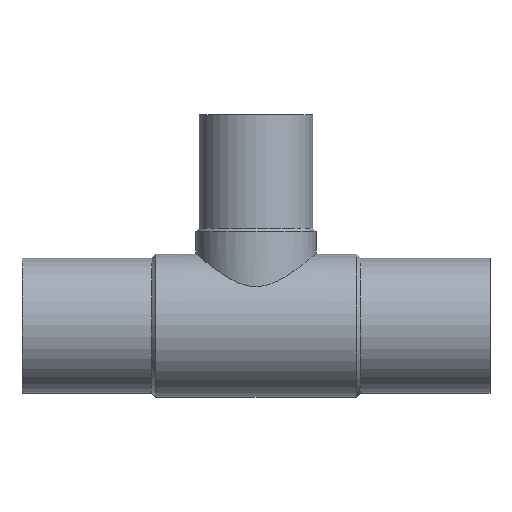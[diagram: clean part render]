
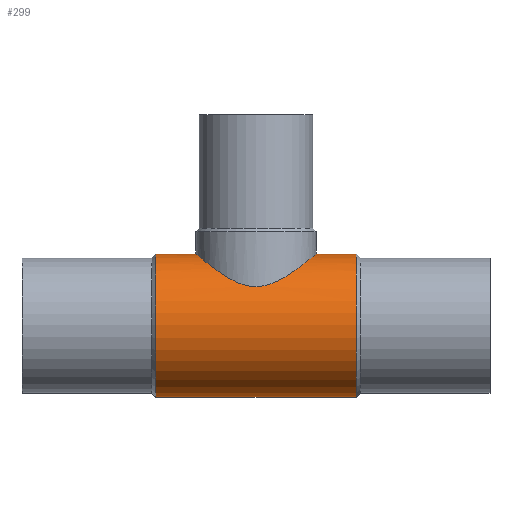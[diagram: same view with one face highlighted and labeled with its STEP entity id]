
A CAD part, top view. The second image highlights one B-rep face of the part: STEP entity #299.
In plain terms, the highlighted cylindrical face has radius 39.75 mm (diameter 79.5 mm), a partial arc.
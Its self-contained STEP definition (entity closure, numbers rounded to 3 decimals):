
#149 = VERTEX_POINT( '', #380 );
#167 = VERTEX_POINT( '', #400 );
#173 = VERTEX_POINT( '', #406 );
#197 = EDGE_CURVE( '', #167, #337, #434, .T. );
#203 = EDGE_CURVE( '', #149, #173, #440, .T. );
#245 = EDGE_CURVE( '', #173, #257, #490, .T. );
#247 = EDGE_CURVE( '', #257, #311, #492, .T. );
#257 = VERTEX_POINT( '', #503 );
#259 = EDGE_CURVE( '', #337, #149, #505, .T. );
#299 = ADVANCED_FACE( '', ( #551 ), #552, .T. );
#311 = VERTEX_POINT( '', #564 );
#321 = EDGE_CURVE( '', #167, #311, #574, .T. );
#337 = VERTEX_POINT( '', #590 );
#380 = CARTESIAN_POINT( '', ( -74.25, 39.75, 0. ) );
#400 = CARTESIAN_POINT( '', ( -185.75, -39.75, 0. ) );
#406 = CARTESIAN_POINT( '', ( -96.6, 39.75, 0. ) );
#434 = LINE( '', #759, #760 );
#440 = LINE( '', #768, #769 );
#490 = B_SPLINE_CURVE_WITH_KNOTS( '', 3, ( #920, #921, #922, #923, #924, #925, #926, #927, #928, #929, #930, #931, #932, #933, #934, #935, #936, #937, #938, #939, #940, #941, #942, #943, #944, #945, #946, #947, #948, #949, #950, #951, #952, #953, #954, #955, #956, #957, #958, #959, #960, #961, #962, #963, #964, #965, #966, #967, #968, #969, #970, #971, #972, #973, #974, #975, #976, #977, #978, #979, #980, #981 ), .UNSPECIFIED., .F., .F., ( 4, 2, 2, 2, 2, 2, 2, 2, 2, 2, 2, 2, 2, 2, 2, 2, 2, 2, 2, 2, 2, 2, 2, 2, 2, 2, 2, 2, 2, 2, 4 ), ( 54.649, 57.989, 61.33, 64.67, 68.011, 71.351, 74.692, 78.032, 81.373, 84.863, 88.354, 91.844, 95.335, 102.316, 105.807, 109.297, 112.788, 116.278, 123.26, 126.75, 130.241, 133.731, 137.222, 140.563, 143.903, 147.244, 150.584, 153.924, 157.265, 160.605, 163.946 ), .UNSPECIFIED. );
#492 = LINE( '', #984, #985 );
#503 = CARTESIAN_POINT( '', ( -163.4, 39.75, 0. ) );
#505 = CIRCLE( '', #1003, 39.75 );
#551 = FACE_OUTER_BOUND( '', #1092, .T. );
#552 = CYLINDRICAL_SURFACE( '', #1093, 39.75 );
#564 = CARTESIAN_POINT( '', ( -185.75, 39.75, 0. ) );
#574 = CIRCLE( '', #1125, 39.75 );
#590 = CARTESIAN_POINT( '', ( -74.25, -39.75, 0. ) );
#759 = CARTESIAN_POINT( '', ( -130., -39.75, 0. ) );
#760 = VECTOR( '', #1246, 1. );
#768 = CARTESIAN_POINT( '', ( -130., 39.75, 0. ) );
#769 = VECTOR( '', #1250, 1. );
#920 = CARTESIAN_POINT( '', ( -96.6, 39.75, 0. ) );
#921 = CARTESIAN_POINT( '', ( -96.6, 39.75, 1.113 ) );
#922 = CARTESIAN_POINT( '', ( -96.656, 39.703, 2.237 ) );
#923 = CARTESIAN_POINT( '', ( -96.883, 39.513, 4.48 ) );
#924 = CARTESIAN_POINT( '', ( -97.053, 39.37, 5.601 ) );
#925 = CARTESIAN_POINT( '', ( -97.508, 38.99, 7.817 ) );
#926 = CARTESIAN_POINT( '', ( -97.792, 38.754, 8.913 ) );
#927 = CARTESIAN_POINT( '', ( -98.465, 38.196, 11.062 ) );
#928 = CARTESIAN_POINT( '', ( -98.855, 37.874, 12.115 ) );
#929 = CARTESIAN_POINT( '', ( -99.73, 37.158, 14.161 ) );
#930 = CARTESIAN_POINT( '', ( -100.216, 36.763, 15.154 ) );
#931 = CARTESIAN_POINT( '', ( -101.27, 35.914, 17.07 ) );
#932 = CARTESIAN_POINT( '', ( -101.839, 35.46, 17.991 ) );
#933 = CARTESIAN_POINT( '', ( -103.044, 34.511, 19.751 ) );
#934 = CARTESIAN_POINT( '', ( -103.68, 34.016, 20.589 ) );
#935 = CARTESIAN_POINT( '', ( -105., 33.005, 22.173 ) );
#936 = CARTESIAN_POINT( '', ( -105.685, 32.489, 22.919 ) );
#937 = CARTESIAN_POINT( '', ( -107.112, 31.434, 24.347 ) );
#938 = CARTESIAN_POINT( '', ( -107.884, 30.875, 25.051 ) );
#939 = CARTESIAN_POINT( '', ( -109.506, 29.735, 26.394 ) );
#940 = CARTESIAN_POINT( '', ( -110.355, 29.154, 27.033 ) );
#941 = CARTESIAN_POINT( '', ( -112.122, 27.994, 28.232 ) );
#942 = CARTESIAN_POINT( '', ( -113.039, 27.415, 28.793 ) );
#943 = CARTESIAN_POINT( '', ( -114.932, 26.286, 29.828 ) );
#944 = CARTESIAN_POINT( '', ( -115.909, 25.736, 30.302 ) );
#945 = CARTESIAN_POINT( '', ( -118.915, 24.175, 31.582 ) );
#946 = CARTESIAN_POINT( '', ( -121.022, 23.254, 32.248 ) );
#947 = CARTESIAN_POINT( '', ( -124.306, 22.267, 32.93 ) );
#948 = CARTESIAN_POINT( '', ( -125.421, 22.005, 33.104 ) );
#949 = CARTESIAN_POINT( '', ( -127.686, 21.647, 33.339 ) );
#950 = CARTESIAN_POINT( '', ( -128.836, 21.552, 33.4 ) );
#951 = CARTESIAN_POINT( '', ( -131.164, 21.552, 33.4 ) );
#952 = CARTESIAN_POINT( '', ( -132.314, 21.647, 33.339 ) );
#953 = CARTESIAN_POINT( '', ( -134.579, 22.005, 33.104 ) );
#954 = CARTESIAN_POINT( '', ( -135.694, 22.267, 32.93 ) );
#955 = CARTESIAN_POINT( '', ( -138.978, 23.254, 32.248 ) );
#956 = CARTESIAN_POINT( '', ( -141.085, 24.175, 31.582 ) );
#957 = CARTESIAN_POINT( '', ( -144.091, 25.736, 30.302 ) );
#958 = CARTESIAN_POINT( '', ( -145.068, 26.286, 29.828 ) );
#959 = CARTESIAN_POINT( '', ( -146.961, 27.415, 28.793 ) );
#960 = CARTESIAN_POINT( '', ( -147.878, 27.994, 28.232 ) );
#961 = CARTESIAN_POINT( '', ( -149.645, 29.154, 27.033 ) );
#962 = CARTESIAN_POINT( '', ( -150.494, 29.735, 26.394 ) );
#963 = CARTESIAN_POINT( '', ( -152.116, 30.875, 25.051 ) );
#964 = CARTESIAN_POINT( '', ( -152.888, 31.434, 24.347 ) );
#965 = CARTESIAN_POINT( '', ( -154.315, 32.489, 22.919 ) );
#966 = CARTESIAN_POINT( '', ( -155., 33.005, 22.173 ) );
#967 = CARTESIAN_POINT( '', ( -156.32, 34.016, 20.589 ) );
#968 = CARTESIAN_POINT( '', ( -156.956, 34.511, 19.751 ) );
#969 = CARTESIAN_POINT( '', ( -158.161, 35.46, 17.991 ) );
#970 = CARTESIAN_POINT( '', ( -158.73, 35.914, 17.07 ) );
#971 = CARTESIAN_POINT( '', ( -159.784, 36.763, 15.154 ) );
#972 = CARTESIAN_POINT( '', ( -160.27, 37.158, 14.161 ) );
#973 = CARTESIAN_POINT( '', ( -161.145, 37.874, 12.115 ) );
#974 = CARTESIAN_POINT( '', ( -161.535, 38.196, 11.062 ) );
#975 = CARTESIAN_POINT( '', ( -162.208, 38.754, 8.913 ) );
#976 = CARTESIAN_POINT( '', ( -162.492, 38.99, 7.817 ) );
#977 = CARTESIAN_POINT( '', ( -162.947, 39.37, 5.601 ) );
#978 = CARTESIAN_POINT( '', ( -163.117, 39.513, 4.48 ) );
#979 = CARTESIAN_POINT( '', ( -163.344, 39.703, 2.237 ) );
#980 = CARTESIAN_POINT( '', ( -163.4, 39.75, 1.113 ) );
#981 = CARTESIAN_POINT( '', ( -163.4, 39.75, 0. ) );
#984 = CARTESIAN_POINT( '', ( -130., 39.75, 0. ) );
#985 = VECTOR( '', #1315, 1. );
#1003 = AXIS2_PLACEMENT_3D( '', #1331, #1332, #1333 );
#1092 = EDGE_LOOP( '', ( #1404, #1405, #1406, #1407, #1408, #1409 ) );
#1093 = AXIS2_PLACEMENT_3D( '', #1410, #1411, #1412 );
#1125 = AXIS2_PLACEMENT_3D( '', #1425, #1426, #1427 );
#1246 = DIRECTION( '', ( 1., 0., 0. ) );
#1250 = DIRECTION( '', ( -1., 0., 0. ) );
#1315 = DIRECTION( '', ( -1., 0., 0. ) );
#1331 = CARTESIAN_POINT( '', ( -74.25, 0., 0. ) );
#1332 = DIRECTION( '', ( -1., 0., 0. ) );
#1333 = DIRECTION( '', ( 0., 1., 0. ) );
#1404 = ORIENTED_EDGE( '', *, *, #203, .T. );
#1405 = ORIENTED_EDGE( '', *, *, #245, .T. );
#1406 = ORIENTED_EDGE( '', *, *, #247, .T. );
#1407 = ORIENTED_EDGE( '', *, *, #321, .F. );
#1408 = ORIENTED_EDGE( '', *, *, #197, .T. );
#1409 = ORIENTED_EDGE( '', *, *, #259, .T. );
#1410 = CARTESIAN_POINT( '', ( -130., 0., 0. ) );
#1411 = DIRECTION( '', ( 1., 0., 0. ) );
#1412 = DIRECTION( '', ( 0., 1., 0. ) );
#1425 = CARTESIAN_POINT( '', ( -185.75, 0., 0. ) );
#1426 = DIRECTION( '', ( -1., 0., 0. ) );
#1427 = DIRECTION( '', ( 0., 1., 0. ) );
